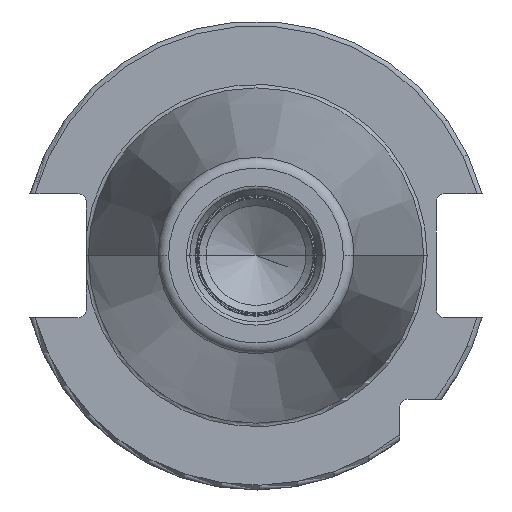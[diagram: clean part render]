
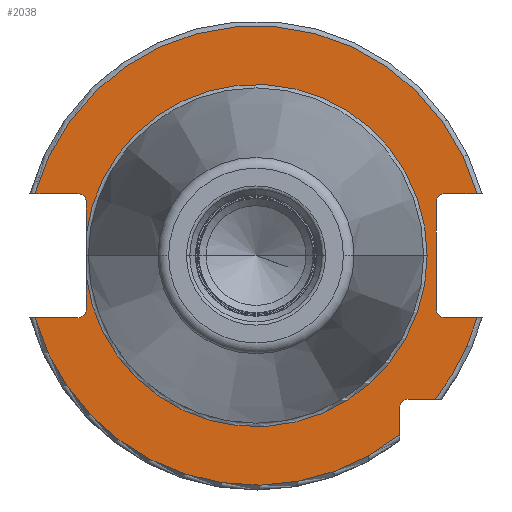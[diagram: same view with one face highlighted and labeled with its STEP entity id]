
A CAD part, left-side view. The second image highlights one B-rep face of the part: STEP entity #2038.
In plain terms, the highlighted planar face has unit normal (-1, 0, 0).
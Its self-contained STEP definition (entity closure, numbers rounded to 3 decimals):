
#105=CARTESIAN_POINT('',(3.2,35.3,-4.415));
#117=CARTESIAN_POINT('',(3.2,0.,0.));
#118=DIRECTION('',(-1.,0.,0.));
#119=DIRECTION('',(0.,0.992,-0.124));
#120=AXIS2_PLACEMENT_3D('',#117,#118,#119);
#135=CARTESIAN_POINT('',(3.2,37.05,11.15));
#136=DIRECTION('',(1.,0.,0.));
#137=DIRECTION('',(0.,0.,1.));
#138=AXIS2_PLACEMENT_3D('',#135,#136,#137);
#195=CARTESIAN_POINT('',(3.2,-39.25,-11.15));
#196=DIRECTION('',(1.,0.,0.));
#197=DIRECTION('',(0.,0.,-1.));
#198=AXIS2_PLACEMENT_3D('',#195,#196,#197);
#266=CARTESIAN_POINT('',(3.2,37.05,-11.15));
#267=DIRECTION('',(1.,0.,0.));
#268=DIRECTION('',(0.,-1.,0.));
#269=AXIS2_PLACEMENT_3D('',#266,#267,#268);
#271=DIRECTION('',(0.,1.,0.));
#272=VECTOR('',#271,6.711);
#273=CARTESIAN_POINT('',(3.2,-45.961,12.9));
#274=LINE('',#273,#272);
#275=DIRECTION('',(0.,0.,1.));
#276=VECTOR('',#275,22.3);
#277=CARTESIAN_POINT('',(3.2,-37.5,-11.15));
#278=LINE('',#277,#276);
#279=DIRECTION('',(0.,1.,0.));
#280=VECTOR('',#279,6.711);
#281=CARTESIAN_POINT('',(3.2,-45.961,-12.9));
#282=LINE('',#281,#280);
#283=CARTESIAN_POINT('',(3.2,0.,0.));
#284=DIRECTION('',(-1.,0.,0.));
#285=DIRECTION('',(0.,-0.78,-0.625));
#286=AXIS2_PLACEMENT_3D('',#283,#284,#285);
#288=DIRECTION('',(0.,-1.,0.));
#289=VECTOR('',#288,5.654);
#290=CARTESIAN_POINT('',(3.2,-31.6,-29.85));
#291=LINE('',#290,#289);
#292=DIRECTION('',(0.,0.,1.));
#293=VECTOR('',#292,5.654);
#294=CARTESIAN_POINT('',(3.2,-29.85,-37.254));
#295=LINE('',#294,#293);
#296=CARTESIAN_POINT('',(3.2,0.,0.));
#297=DIRECTION('',(-1.,0.,0.));
#298=DIRECTION('',(0.,0.963,-0.27));
#299=AXIS2_PLACEMENT_3D('',#296,#297,#298);
#301=DIRECTION('',(0.,-1.,0.));
#302=VECTOR('',#301,8.911);
#303=CARTESIAN_POINT('',(3.2,45.961,-12.9));
#304=LINE('',#303,#302);
#305=DIRECTION('',(0.,0.,-1.));
#306=VECTOR('',#305,6.735);
#307=CARTESIAN_POINT('',(3.2,35.3,-4.415));
#308=LINE('',#307,#306);
#309=DIRECTION('',(0.,0.,-1.));
#310=VECTOR('',#309,6.735);
#311=CARTESIAN_POINT('',(3.2,35.3,11.15));
#312=LINE('',#311,#310);
#313=DIRECTION('',(0.,-1.,0.));
#314=VECTOR('',#313,8.911);
#315=CARTESIAN_POINT('',(3.2,45.961,12.9));
#316=LINE('',#315,#314);
#317=CARTESIAN_POINT('',(3.2,0.,0.));
#318=DIRECTION('',(1.,0.,0.));
#319=DIRECTION('',(0.,0.963,0.27));
#320=AXIS2_PLACEMENT_3D('',#317,#318,#319);
#331=CARTESIAN_POINT('',(3.2,-39.25,11.15));
#332=DIRECTION('',(1.,0.,0.));
#333=DIRECTION('',(0.,1.,0.));
#334=AXIS2_PLACEMENT_3D('',#331,#332,#333);
#345=CARTESIAN_POINT('',(3.2,45.961,12.9));
#352=CARTESIAN_POINT('',(3.2,-45.961,12.9));
#746=CARTESIAN_POINT('',(3.2,-31.6,-31.6));
#747=DIRECTION('',(1.,0.,0.));
#748=DIRECTION('',(0.,1.,0.));
#749=AXIS2_PLACEMENT_3D('',#746,#747,#748);
#755=CARTESIAN_POINT('',(3.2,45.961,-12.9));
#790=CARTESIAN_POINT('',(3.2,-45.961,-12.9));
#797=CARTESIAN_POINT('',(3.2,-37.254,-29.85));
#936=CARTESIAN_POINT('',(3.2,35.3,4.415));
#947=CARTESIAN_POINT('',(3.2,0.,0.));
#948=DIRECTION('',(1.,0.,0.));
#949=DIRECTION('',(0.,0.992,0.124));
#950=AXIS2_PLACEMENT_3D('',#947,#948,#949);
#1368=CARTESIAN_POINT('',(3.2,-35.575,0.));
#1370=VERTEX_POINT('',#1368);
#1494=VERTEX_POINT('',#936);
#1496=VERTEX_POINT('',#105);
#1499=VERTEX_POINT('',#345);
#1500=VERTEX_POINT('',#352);
#1503=VERTEX_POINT('',#755);
#1504=VERTEX_POINT('',#790);
#1527=CARTESIAN_POINT('',(3.2,-29.85,-37.254));
#1528=VERTEX_POINT('',#1527);
#1530=CARTESIAN_POINT('',(3.2,-37.5,-11.15));
#1532=VERTEX_POINT('',#1530);
#1534=CARTESIAN_POINT('',(3.2,-39.25,-12.9));
#1536=VERTEX_POINT('',#1534);
#1538=CARTESIAN_POINT('',(3.2,-39.25,12.9));
#1540=VERTEX_POINT('',#1538);
#1542=CARTESIAN_POINT('',(3.2,-37.5,11.15));
#1544=VERTEX_POINT('',#1542);
#1546=CARTESIAN_POINT('',(3.2,35.3,11.15));
#1548=VERTEX_POINT('',#1546);
#1550=CARTESIAN_POINT('',(3.2,37.05,12.9));
#1552=VERTEX_POINT('',#1550);
#1554=CARTESIAN_POINT('',(3.2,37.05,-12.9));
#1556=VERTEX_POINT('',#1554);
#1558=CARTESIAN_POINT('',(3.2,35.3,-11.15));
#1560=VERTEX_POINT('',#1558);
#1565=CARTESIAN_POINT('',(3.2,-29.85,-31.6));
#1566=CARTESIAN_POINT('',(3.2,-31.6,-29.85));
#1567=VERTEX_POINT('',#1565);
#1568=VERTEX_POINT('',#1566);
#1587=VERTEX_POINT('',#797);
#2002=CARTESIAN_POINT('',(3.2,0.,0.));
#2003=DIRECTION('',(1.,0.,0.));
#2004=DIRECTION('',(0.,-1.,0.));
#2005=AXIS2_PLACEMENT_3D('',#2002,#2003,#2004);
#2006=PLANE('',#2005);
#2008=ORIENTED_EDGE('',*,*,#2007,.T.);
#2010=ORIENTED_EDGE('',*,*,#2009,.F.);
#2011=ORIENTED_EDGE('',*,*,#1870,.F.);
#2012=ORIENTED_EDGE('',*,*,#1887,.F.);
#2013=ORIENTED_EDGE('',*,*,#1921,.F.);
#2015=ORIENTED_EDGE('',*,*,#2014,.F.);
#2017=ORIENTED_EDGE('',*,*,#2016,.F.);
#2019=ORIENTED_EDGE('',*,*,#2018,.F.);
#2021=ORIENTED_EDGE('',*,*,#2020,.F.);
#2023=ORIENTED_EDGE('',*,*,#2022,.F.);
#2024=ORIENTED_EDGE('',*,*,#1962,.T.);
#2025=ORIENTED_EDGE('',*,*,#1997,.F.);
#2026=ORIENTED_EDGE('',*,*,#1795,.F.);
#2027=ORIENTED_EDGE('',*,*,#1778,.T.);
#2029=ORIENTED_EDGE('',*,*,#2028,.F.);
#2030=ORIENTED_EDGE('',*,*,#1790,.F.);
#2031=ORIENTED_EDGE('',*,*,#1814,.F.);
#2033=ORIENTED_EDGE('',*,*,#2032,.F.);
#2035=ORIENTED_EDGE('',*,*,#2034,.T.);
#2036=EDGE_LOOP('',(#2008,#2010,#2011,#2012,#2013,#2015,#2017,#2019,#2021,#2023,
#2024,#2025,#2026,#2027,#2029,#2030,#2031,#2033,#2035));
#2037=FACE_OUTER_BOUND('',#2036,.F.);
#2038=ADVANCED_FACE('',(#2037),#2006,.F.);
#121=CIRCLE('',#120,35.575);
#139=CIRCLE('',#138,1.75);
#199=CIRCLE('',#198,1.75);
#270=CIRCLE('',#269,1.75);
#287=CIRCLE('',#286,47.738);
#300=CIRCLE('',#299,47.738);
#321=CIRCLE('',#320,47.738);
#335=CIRCLE('',#334,1.75);
#750=CIRCLE('',#749,1.75);
#951=CIRCLE('',#950,35.575);
#1778=EDGE_CURVE('',#1496,#1370,#121,.T.);
#1790=EDGE_CURVE('',#1548,#1494,#312,.T.);
#1795=EDGE_CURVE('',#1496,#1560,#308,.T.);
#1814=EDGE_CURVE('',#1552,#1548,#139,.T.);
#1870=EDGE_CURVE('',#1532,#1544,#278,.T.);
#1887=EDGE_CURVE('',#1536,#1532,#199,.T.);
#1921=EDGE_CURVE('',#1504,#1536,#282,.T.);
#1962=EDGE_CURVE('',#1503,#1556,#304,.T.);
#1997=EDGE_CURVE('',#1560,#1556,#270,.T.);
#2007=EDGE_CURVE('',#1500,#1540,#274,.T.);
#2009=EDGE_CURVE('',#1544,#1540,#335,.T.);
#2014=EDGE_CURVE('',#1587,#1504,#287,.T.);
#2016=EDGE_CURVE('',#1568,#1587,#291,.T.);
#2018=EDGE_CURVE('',#1567,#1568,#750,.T.);
#2020=EDGE_CURVE('',#1528,#1567,#295,.T.);
#2022=EDGE_CURVE('',#1503,#1528,#300,.T.);
#2028=EDGE_CURVE('',#1494,#1370,#951,.T.);
#2032=EDGE_CURVE('',#1499,#1552,#316,.T.);
#2034=EDGE_CURVE('',#1499,#1500,#321,.T.);
